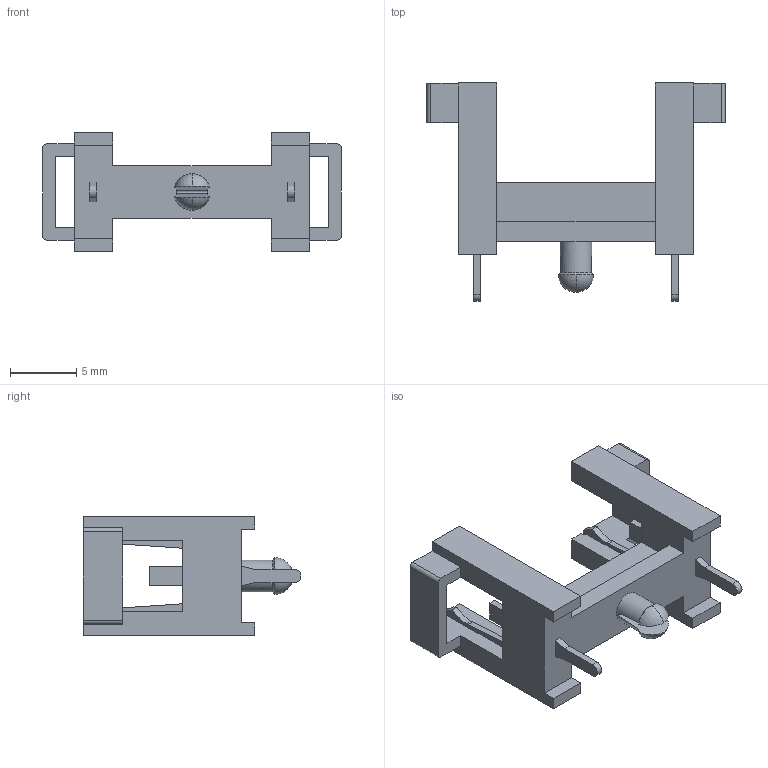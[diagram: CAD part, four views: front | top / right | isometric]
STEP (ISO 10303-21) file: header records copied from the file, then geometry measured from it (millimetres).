
FILE_DESCRIPTION (( 'STEP AP214' ), '1' );
FILE_NAME ('64900001039.STEP', '2021-08-03T10:19:50', ( '' ), ( '' ), 'SwSTEP 2.0', 'SolidWorks 2018', '' );
FILE_SCHEMA (( 'AUTOMOTIVE_DESIGN' ));
Length unit declared in the file: millimetre
Products named in the file (1): 64900001039
Bounding box: 22.6 x 16.5 x 9 mm (x, y, z)
Volume: 603 mm3; surface area: 1374.5 mm2
Topology: 3 solids, 3 shells, 157 faces, 464 edges, 308 vertices
Faces by surface type: plane 116, cylinder 34, sphere 4, cone 3
Entity records: 6899 total; most frequent: CARTESIAN_POINT 1014, ORIENTED_EDGE 928, DIRECTION 844, EDGE_CURVE 464, LINE 376, VECTOR 376, VERTEX_POINT 308, AXIS2_PLACEMENT_3D 234
